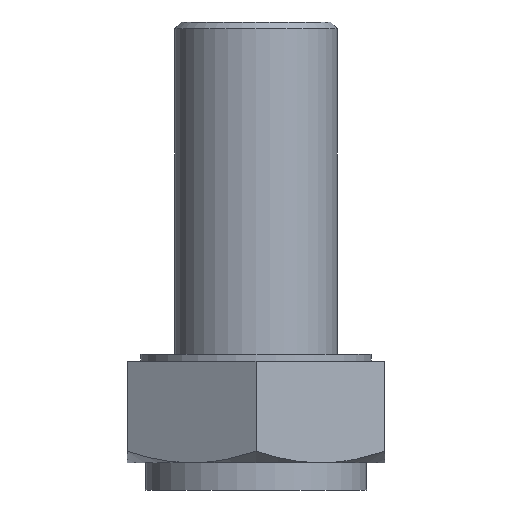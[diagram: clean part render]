
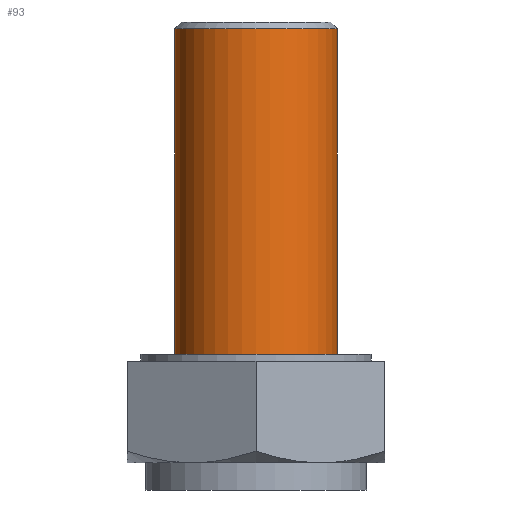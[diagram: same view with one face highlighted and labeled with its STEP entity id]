
A CAD part, front view. The second image highlights one B-rep face of the part: STEP entity #93.
In plain terms, the highlighted cylindrical face has radius 6 mm (diameter 12 mm), a full revolution.
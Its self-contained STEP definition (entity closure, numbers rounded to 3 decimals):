
#93 = ADVANCED_FACE( '', ( #139, #140 ), #141, .T. );
#139 = FACE_OUTER_BOUND( '', #188, .T. );
#140 = FACE_OUTER_BOUND( '', #189, .T. );
#141 = CYLINDRICAL_SURFACE( '', #190, 6. );
#188 = EDGE_LOOP( '', ( #315 ) );
#189 = EDGE_LOOP( '', ( #316 ) );
#190 = AXIS2_PLACEMENT_3D( '', #317, #318, #319 );
#315 = ORIENTED_EDGE( '', *, *, #340, .T. );
#316 = ORIENTED_EDGE( '', *, *, #366, .T. );
#317 = CARTESIAN_POINT( '', ( 0., 0., 32.5 ) );
#318 = DIRECTION( '', ( 0., 0., 1. ) );
#319 = DIRECTION( '', ( -1., 0., 0. ) );
#340 = EDGE_CURVE( '', #385, #385, #386, .T. );
#366 = EDGE_CURVE( '', #427, #427, #428, .T. );
#385 = VERTEX_POINT( '', #447 );
#386 = CIRCLE( '', #448, 6. );
#427 = VERTEX_POINT( '', #561 );
#428 = CIRCLE( '', #562, 6. );
#447 = CARTESIAN_POINT( '', ( -6., 0., 32. ) );
#448 = AXIS2_PLACEMENT_3D( '', #601, #602, #603 );
#561 = CARTESIAN_POINT( '', ( 6., 0., 8. ) );
#562 = AXIS2_PLACEMENT_3D( '', #625, #626, #627 );
#601 = CARTESIAN_POINT( '', ( 0., 0., 32. ) );
#602 = DIRECTION( '', ( 0., 0., -1. ) );
#603 = DIRECTION( '', ( -1., 0., 0. ) );
#625 = CARTESIAN_POINT( '', ( 0., 0., 8. ) );
#626 = DIRECTION( '', ( 0., 0., 1. ) );
#627 = DIRECTION( '', ( 1., 0., 0. ) );
